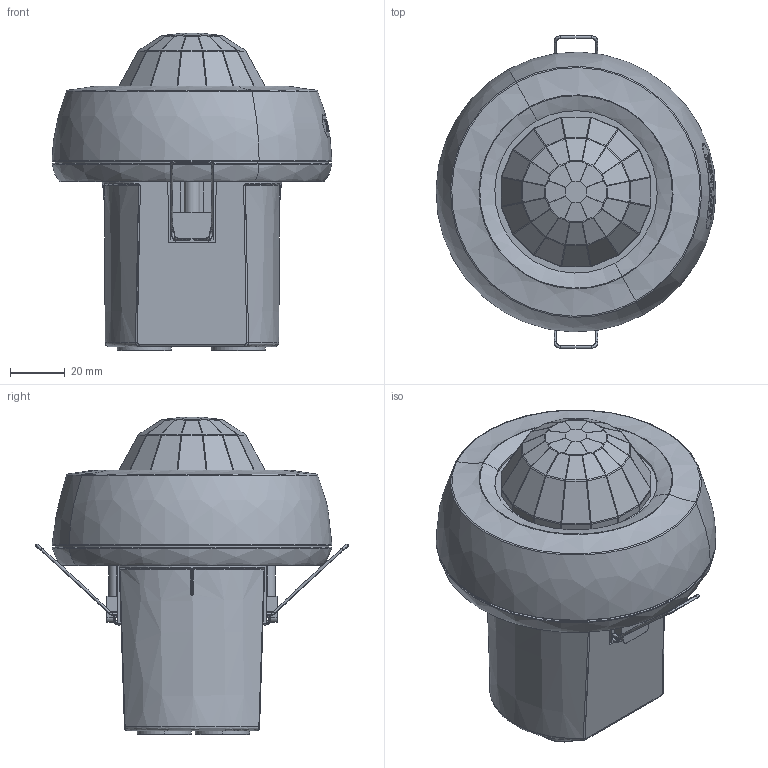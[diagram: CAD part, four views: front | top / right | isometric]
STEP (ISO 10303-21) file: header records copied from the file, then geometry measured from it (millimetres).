
FILE_DESCRIPTION(('',''),'2;1');
FILE_NAME('','',('none'),('none'),'','','none');
FILE_SCHEMA(('AUTOMOTIVE_DESIGN { 1 0 10303 214 1 1 1 1 }'));
Products named in the file (1): EB10431715
Bounding box: 102.04 x 113.94 x 115.79 mm (x, y, z)
Volume: 458141.8 mm3; surface area: 49634.4 mm2
Topology: 2 solids, 2 shells, 842 faces, 2182 edges, 1267 vertices
Faces by surface type: plane 258, cylinder 242, bspline 168, sphere 68, torus 54, revolution 44, extrusion 8
Entity records: 41801 total; most frequent: CARTESIAN_POINT 24491, ORIENTED_EDGE 4264, DIRECTION 2438, EDGE_CURVE 2132, VERTEX_POINT 1267, AXIS2_PLACEMENT_3D 1023, EDGE_LOOP 915, VECTOR 847
